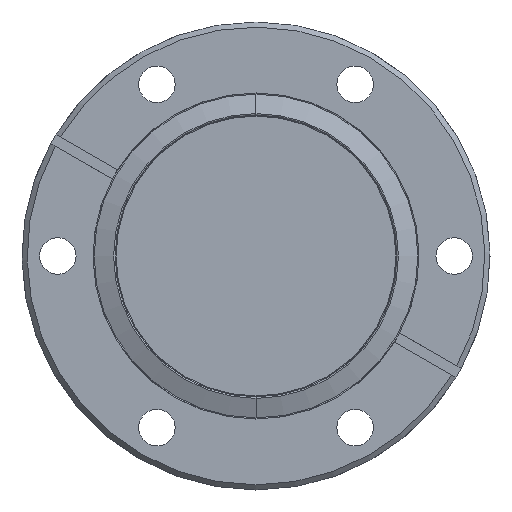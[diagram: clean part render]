
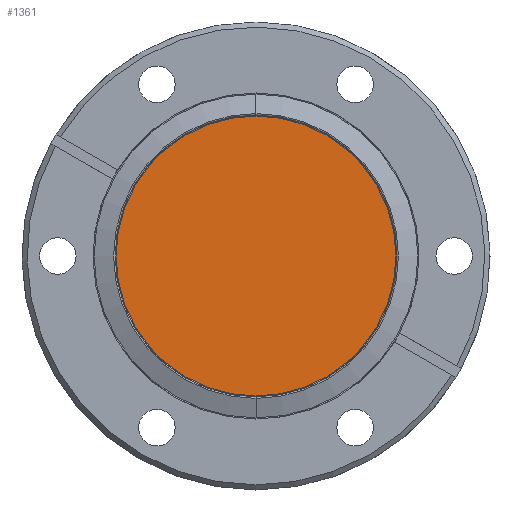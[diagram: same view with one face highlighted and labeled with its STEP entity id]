
A CAD part, left-side view. The second image highlights one B-rep face of the part: STEP entity #1361.
In plain terms, the highlighted planar face has unit normal (-1, 0, 0).
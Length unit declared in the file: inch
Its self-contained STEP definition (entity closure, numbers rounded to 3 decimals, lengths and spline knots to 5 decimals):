
#50 = CARTESIAN_POINT ( 'NONE',  ( 0.051, 0., 0. ) ) ;
#101 = VERTEX_POINT ( 'NONE', #414 ) ;
#164 = DIRECTION ( 'NONE',  ( 0., 0., -1. ) ) ;
#212 = DIRECTION ( 'NONE',  ( 0., 0., -1. ) ) ;
#323 = CARTESIAN_POINT ( 'NONE',  ( 0.051, 0., 0. ) ) ;
#414 = CARTESIAN_POINT ( 'NONE',  ( 0.051, 0., 0.81622 ) ) ;
#424 = AXIS2_PLACEMENT_3D ( 'NONE', #50, #1321, #475 ) ;
#475 = DIRECTION ( 'NONE',  ( 0., 0., -1. ) ) ;
#519 = CIRCLE ( 'NONE', #643, 0.81622 ) ;
#566 = DIRECTION ( 'NONE',  ( 1., 0., 0. ) ) ;
#627 = EDGE_LOOP ( 'NONE', ( #706, #866 ) ) ;
#643 = AXIS2_PLACEMENT_3D ( 'NONE', #323, #1059, #212 ) ;
#706 = ORIENTED_EDGE ( 'NONE', *, *, #887, .T. ) ;
#709 = EDGE_CURVE ( 'NONE', #101, #1280, #954, .T. ) ;
#866 = ORIENTED_EDGE ( 'NONE', *, *, #709, .T. ) ;
#871 = PLANE ( 'NONE',  #1211 ) ;
#887 = EDGE_CURVE ( 'NONE', #1280, #101, #519, .T. ) ;
#899 = CARTESIAN_POINT ( 'NONE',  ( 0.051, 0.82042, 0. ) ) ;
#954 = CIRCLE ( 'NONE', #424, 0.81622 ) ;
#1059 = DIRECTION ( 'NONE',  ( -1., 0., 0. ) ) ;
#1088 = FACE_OUTER_BOUND ( 'NONE', #627, .T. ) ;
#1137 = CARTESIAN_POINT ( 'NONE',  ( 0.051, 0., -0.81622 ) ) ;
#1211 = AXIS2_PLACEMENT_3D ( 'NONE', #899, #566, #164 ) ;
#1280 = VERTEX_POINT ( 'NONE', #1137 ) ;
#1321 = DIRECTION ( 'NONE',  ( -1., 0., 0. ) ) ;
#1361 = ADVANCED_FACE ( 'NONE', ( #1088 ), #871, .F. ) ;
